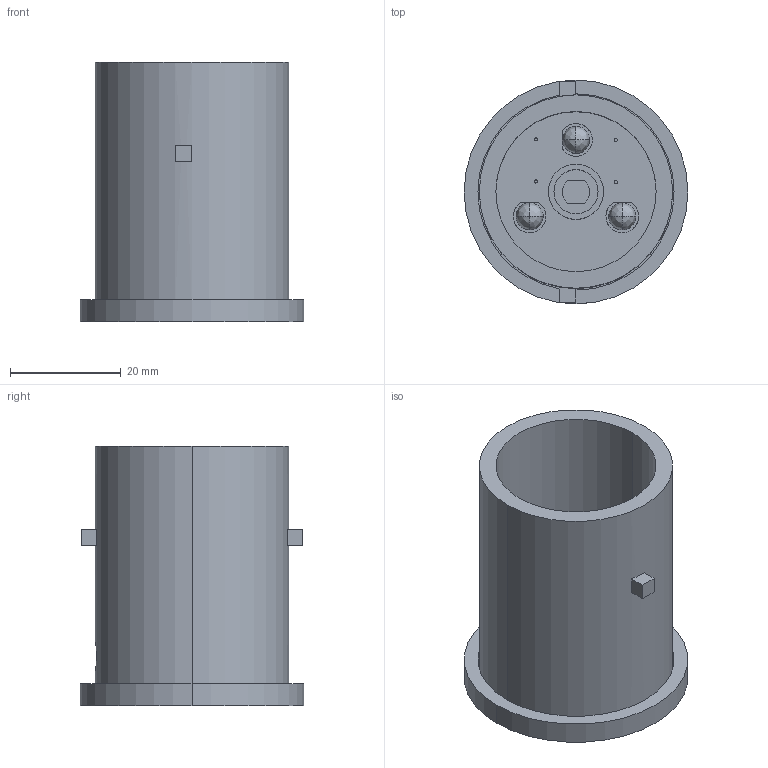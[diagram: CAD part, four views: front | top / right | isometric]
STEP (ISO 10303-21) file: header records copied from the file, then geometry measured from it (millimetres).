
FILE_DESCRIPTION (( 'STEP AP214' ), '1' );
FILE_NAME ('Sensor_full(final).STEP', '2021-08-11T18:13:53', ( '' ), ( '' ), 'SwSTEP 2.0', 'SolidWorks 2020', '' );
FILE_SCHEMA (( 'AUTOMOTIVE_DESIGN' ));
Length unit declared in the file: millimetre
Products named in the file (20): R9.step; LED_5mm_white_TH.step; R8.step; Sensor_full(final); 5044068176.step; Open CASCADE STEP translator 6.8 1.1.1.step; D2.step; Sensor_Top; Extruded.step; Cylinder-0.step; Resistor_10K_Ohm_tol1pct_0,25W__07,62.step; Cylinder.step; Board.step; 6007015744.step; 5044512256.step; D1.step; sensor_body; D3.step; PCB_Sensor (2).step; R7.step
Assembly tree (22 placements, depth 5):
  Sensor_full(final)
    sensor_body
    PCB_Sensor (2).step
      Board.step
        Open CASCADE STEP translator 6.8 1.1.1.step
      R7.step
        Resistor_10K_Ohm_tol1pct_0,25W__07,62.step
      D1.step
        LED_5mm_white_TH.step
      R9.step
        5044068176.step
          Extruded.step
        6007015744.step
          Cylinder.step
        5044512256.step
          Cylinder-0.step
      R8.step
        Resistor_10K_Ohm_tol1pct_0,25W__07,62.step
      D3.step
        LED_5mm_white_TH.step
      D2.step
        LED_5mm_white_TH.step
    Sensor_Top
Bounding box: 40.5 x 40.5 x 47 mm (x, y, z)
Volume: 19002 mm3; surface area: 17124.6 mm2
Topology: 20 solids, 23 shells, 338 faces, 786 edges, 471 vertices
Faces by surface type: cylinder 106, plane 104, bspline 76, torus 36, cone 16
Entity records: 7951 total; most frequent: CARTESIAN_POINT 2220, DIRECTION 1086, ORIENTED_EDGE 1004, EDGE_CURVE 502, AXIS2_PLACEMENT_3D 437, VERTEX_POINT 313, EDGE_LOOP 261, CIRCLE 216
